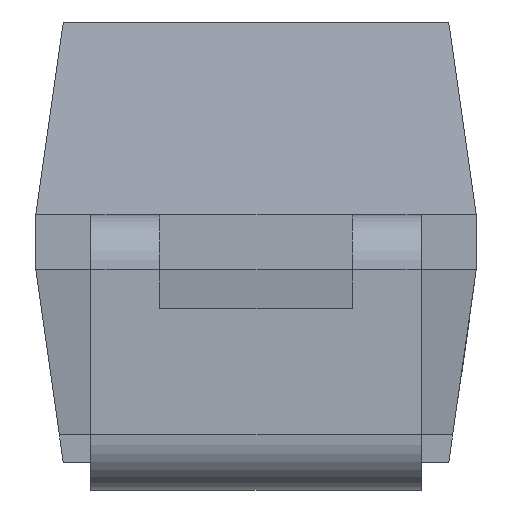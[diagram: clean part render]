
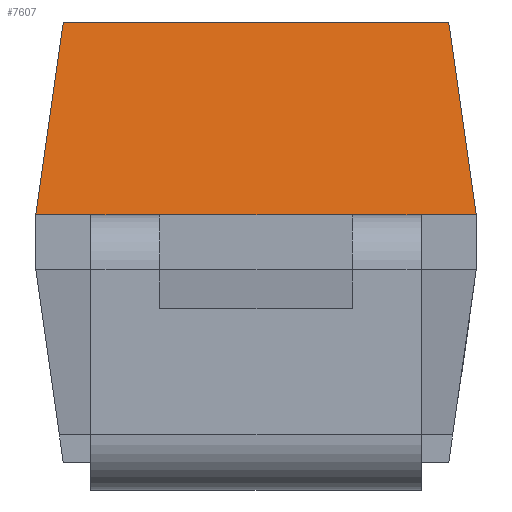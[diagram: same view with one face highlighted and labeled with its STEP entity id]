
A CAD part, left-side view. The second image highlights one B-rep face of the part: STEP entity #7607.
In plain terms, the highlighted planar face has unit normal (-0.99, 0, 0.141).
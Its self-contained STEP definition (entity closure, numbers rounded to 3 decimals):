
#508=FACE_OUTER_BOUND('',#953,.T.);
#953=EDGE_LOOP('',(#5297,#5298,#5299,#5300,#5301,#5302,#5303,#5304));
#1543=LINE('',#11333,#2384);
#1546=LINE('',#11342,#2387);
#1547=LINE('',#11347,#2388);
#1566=LINE('',#11393,#2407);
#1602=LINE('',#11458,#2443);
#1605=LINE('',#11463,#2446);
#1606=LINE('',#11465,#2447);
#1607=LINE('',#11466,#2448);
#2384=VECTOR('',#8671,1.);
#2387=VECTOR('',#8678,1.);
#2388=VECTOR('',#8683,1.);
#2407=VECTOR('',#8718,1.);
#2443=VECTOR('',#8768,1.);
#2446=VECTOR('',#8775,1.);
#2447=VECTOR('',#8778,1.);
#2448=VECTOR('',#8779,1.);
#3327=VERTEX_POINT('',#11330);
#3328=VERTEX_POINT('',#11332);
#3331=VERTEX_POINT('',#11339);
#3332=VERTEX_POINT('',#11341);
#3333=VERTEX_POINT('',#11345);
#3334=VERTEX_POINT('',#11346);
#3353=VERTEX_POINT('',#11392);
#3375=VERTEX_POINT('',#11453);
#4067=EDGE_CURVE('',#3327,#3328,#1543,.T.);
#4071=EDGE_CURVE('',#3331,#3332,#1546,.T.);
#4073=EDGE_CURVE('',#3333,#3334,#1547,.T.);
#4096=EDGE_CURVE('',#3332,#3353,#1566,.T.);
#4132=EDGE_CURVE('',#3375,#3333,#1602,.T.);
#4135=EDGE_CURVE('',#3327,#3353,#1605,.T.);
#4136=EDGE_CURVE('',#3334,#3331,#1606,.T.);
#4137=EDGE_CURVE('',#3328,#3375,#1607,.T.);
#5297=ORIENTED_EDGE('',*,*,#4135,.T.);
#5298=ORIENTED_EDGE('',*,*,#4096,.F.);
#5299=ORIENTED_EDGE('',*,*,#4071,.F.);
#5300=ORIENTED_EDGE('',*,*,#4136,.F.);
#5301=ORIENTED_EDGE('',*,*,#4073,.F.);
#5302=ORIENTED_EDGE('',*,*,#4132,.F.);
#5303=ORIENTED_EDGE('',*,*,#4137,.F.);
#5304=ORIENTED_EDGE('',*,*,#4067,.F.);
#7172=PLANE('',#8081);
#7607=ADVANCED_FACE('',(#508),#7172,.T.);
#8081=AXIS2_PLACEMENT_3D('',#11464,#8776,#8777);
#8671=DIRECTION('',(0.,-1.,0.));
#8678=DIRECTION('',(0.,1.,0.));
#8683=DIRECTION('',(0.,1.,0.));
#8718=DIRECTION('',(0.,1.,0.));
#8768=DIRECTION('',(0.,1.,0.));
#8775=DIRECTION('',(-0.14,0.14,-0.98));
#8776=DIRECTION('center_axis',(-0.99,0.,0.141));
#8777=DIRECTION('ref_axis',(0.,1.,0.));
#8778=DIRECTION('',(0.,1.,0.));
#8779=DIRECTION('',(-0.14,-0.14,-0.98));
#11330=CARTESIAN_POINT('',(-1.3,0.7,1.7));
#11332=CARTESIAN_POINT('',(-1.3,-0.7,1.7));
#11333=CARTESIAN_POINT('',(-1.3,-0.8,1.7));
#11339=CARTESIAN_POINT('',(-1.4,0.35,1.));
#11341=CARTESIAN_POINT('',(-1.4,0.6,1.));
#11342=CARTESIAN_POINT('',(-1.4,-0.6,1.));
#11345=CARTESIAN_POINT('',(-1.4,-0.6,1.));
#11346=CARTESIAN_POINT('',(-1.4,-0.35,1.));
#11347=CARTESIAN_POINT('',(-1.4,-0.6,1.));
#11392=CARTESIAN_POINT('',(-1.4,0.8,1.));
#11393=CARTESIAN_POINT('',(-1.4,0.8,1.));
#11453=CARTESIAN_POINT('',(-1.4,-0.8,1.));
#11458=CARTESIAN_POINT('',(-1.4,0.8,1.));
#11463=CARTESIAN_POINT('',(-1.275,0.675,1.878));
#11464=CARTESIAN_POINT('Origin',(-1.3,0.,1.7));
#11465=CARTESIAN_POINT('',(-1.4,-0.6,1.));
#11466=CARTESIAN_POINT('',(-1.286,-0.686,1.796));
